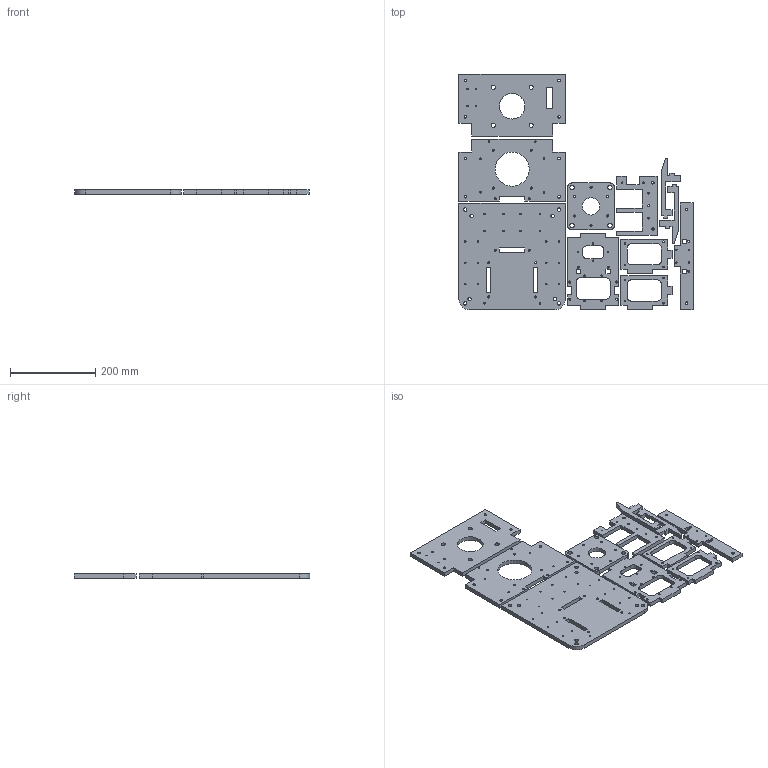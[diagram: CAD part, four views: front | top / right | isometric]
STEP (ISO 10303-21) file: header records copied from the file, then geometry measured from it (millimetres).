
FILE_DESCRIPTION(/* description */ (''),/* implementation_level */ '2;1');
FILE_NAME(/* name */ 'dxf dcoupe inj v4.step',/* time_stamp */ '2023-03-20T19:30:29+01:00',/* author */ (''),/* organization */ (''),/* preprocessor_version */ 'ST-DEVELOPER v19.2',/* originating_system */ 'Autodesk Translation Framework v11.17.0.187',/* authorisation */ '');
FILE_SCHEMA (('AUTOMOTIVE_DESIGN { 1 0 10303 214 3 1 1 }'));
Length unit declared in the file: millimetre
Products named in the file (1): dxf découpe inj
Bounding box: 549.5 x 552.5 x 10 mm (x, y, z)
Volume: 1717566.9 mm3; surface area: 447924.3 mm2
Topology: 11 solids, 11 shells, 344 faces, 966 edges, 644 vertices
Faces by surface type: plane 204, cylinder 140
Full cylindrical faces by diameter (mm): 3.5 x57, 5 x26, 6 x12, 8 x8, 10 x8, 40.5 x1, 60 x1, 80 x1
Entity records: 11657 total; most frequent: CARTESIAN_POINT 1955, DIRECTION 1936, ORIENTED_EDGE 1932, EDGE_CURVE 966, LINE 686, VECTOR 686, VERTEX_POINT 644, AXIS2_PLACEMENT_3D 625
